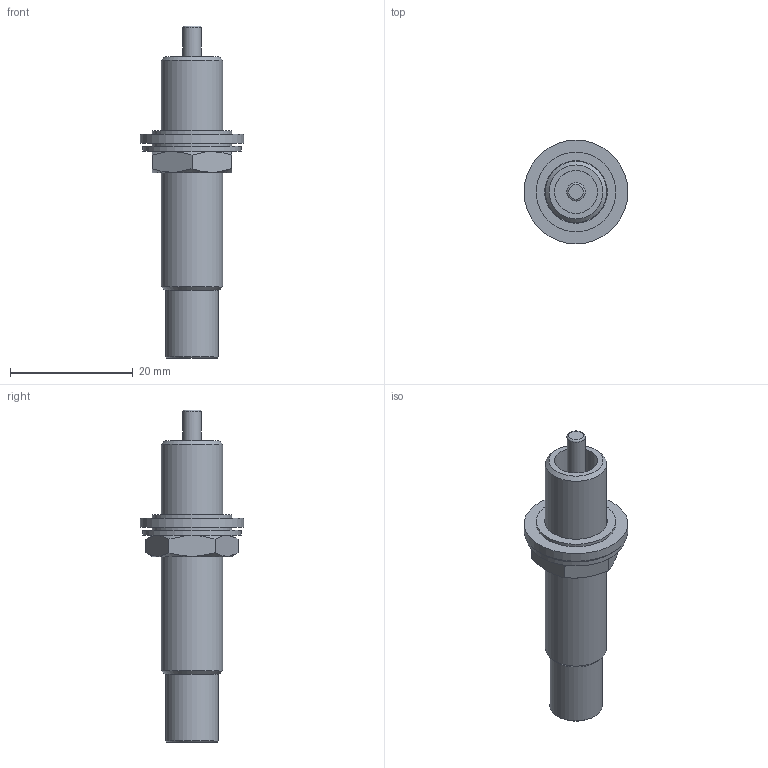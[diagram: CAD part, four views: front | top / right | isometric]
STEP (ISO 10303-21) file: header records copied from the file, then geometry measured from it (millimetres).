
FILE_DESCRIPTION(/* description */ ('STEP AP214'),/* implementation_level */ '2;1');
FILE_NAME(/* name */ '8161521_DYSD-Q11-7-5-Y1F-L-Y9',/* time_stamp */ '2024-08-23T16:17:40+02:00',/* author */ ('License CC BY-ND 4.0'),/* organization */ ('CADENAS'),/* preprocessor_version */ 'ST-DEVELOPER v19.3',/* originating_system */ 'PARTsolutions',/* authorisation */ ' ');
FILE_SCHEMA (('AUTOMOTIVE_DESIGN {1 0 10303 214 3 1 1}'));
Length unit declared in the file: millimetre
Products named in the file (5): 8161521 DYSD-Q11-7-5-Y1F-L-Y9_(5high); 8161521 DYSD-Q11-7-5-Y1F-L-Y9_5highSD; 1609929; 201242; 396998 YSRW M10X1-3.5-13
Assembly tree (4 placements, depth 2):
  8161521 DYSD-Q11-7-5-Y1F-L-Y9_(5high)
    8161521 DYSD-Q11-7-5-Y1F-L-Y9_5highSD
    1609929
    201242
    396998 YSRW M10X1-3.5-13
Bounding box: 16.9 x 16.9 x 54.1 mm (x, y, z)
Volume: 4125.2 mm3; surface area: 3086.8 mm2
Topology: 4 solids, 4 shells, 49 faces, 93 edges, 60 vertices
Faces by surface type: plane 28, cylinder 13, cone 7, torus 1
Full cylindrical faces by diameter (mm): 3 x1, 6.5 x1, 7 x1, 7.3 x1, 8.6 x1, 8.917 x1, 10 x2, 10.2 x1, 13 x2, 16 x1, 16.9 x1
Entity records: 1273 total; most frequent: CARTESIAN_POINT 230, DIRECTION 200, ORIENTED_EDGE 140, AXIS2_PLACEMENT_3D 88, EDGE_LOOP 84, FACE_BOUND 84, EDGE_CURVE 70, VERTEX_POINT 58
